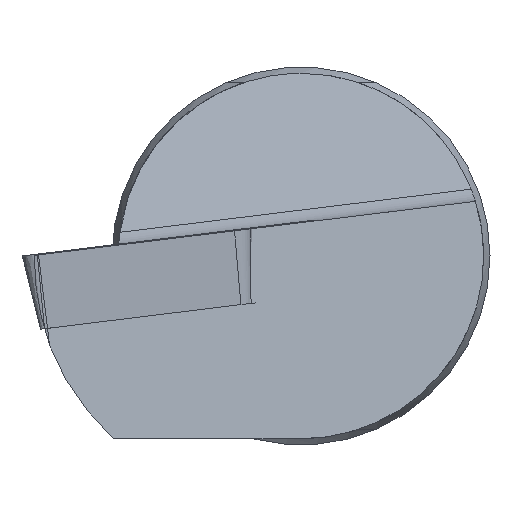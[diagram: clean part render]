
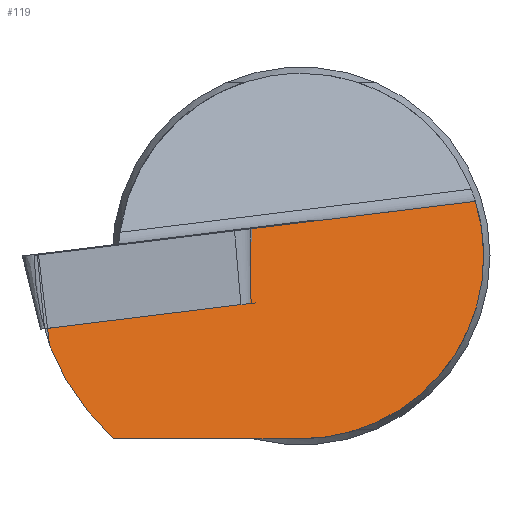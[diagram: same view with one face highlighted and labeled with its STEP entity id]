
A CAD part, left-side view. The second image highlights one B-rep face of the part: STEP entity #119.
In plain terms, the highlighted planar face has unit normal (-0.954, -0.298, 0.037).
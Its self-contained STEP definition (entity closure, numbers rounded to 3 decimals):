
#61=PLANE('',#517);
#73=ELLIPSE('',#502,8.104,7.69);
#75=ELLIPSE('',#507,6.081,5.8);
#119=ADVANCED_FACE('',(#152),#61,.F.);
#152=FACE_OUTER_BOUND('',#180,.T.);
#180=EDGE_LOOP('',(#295,#296,#297,#298,#299));
#213=LINE('',#745,#236);
#216=LINE('',#754,#239);
#217=LINE('',#756,#240);
#236=VECTOR('',#579,1.);
#239=VECTOR('',#594,1.);
#240=VECTOR('',#597,1.);
#295=ORIENTED_EDGE('',*,*,#447,.F.);
#296=ORIENTED_EDGE('',*,*,#442,.F.);
#297=ORIENTED_EDGE('',*,*,#428,.T.);
#298=ORIENTED_EDGE('',*,*,#448,.F.);
#299=ORIENTED_EDGE('',*,*,#438,.F.);
#384=VERTEX_POINT('',#683);
#385=VERTEX_POINT('',#684);
#393=VERTEX_POINT('',#736);
#394=VERTEX_POINT('',#738);
#396=VERTEX_POINT('',#744);
#428=EDGE_CURVE('',#384,#385,#73,.T.);
#438=EDGE_CURVE('',#393,#394,#75,.T.);
#442=EDGE_CURVE('',#384,#396,#213,.T.);
#447=EDGE_CURVE('',#396,#393,#216,.T.);
#448=EDGE_CURVE('',#394,#385,#217,.T.);
#502=AXIS2_PLACEMENT_3D('',#682,#559,#560);
#507=AXIS2_PLACEMENT_3D('',#737,#571,#572);
#517=AXIS2_PLACEMENT_3D('',#757,#598,#599);
#559=DIRECTION('',(-0.954,-0.298,0.037));
#560=DIRECTION('',(-0.301,0.947,-0.116));
#571=DIRECTION('',(0.954,0.298,-0.037));
#572=DIRECTION('',(-0.301,0.947,-0.116));
#579=DIRECTION('',(0.,0.122,0.993));
#594=DIRECTION('',(0.301,-0.947,0.116));
#597=DIRECTION('',(-0.299,0.954,0.));
#598=DIRECTION('',(0.954,0.298,-0.037));
#599=DIRECTION('',(0.299,-0.954,0.));
#682=CARTESIAN_POINT('',(3.055,-8.301,-0.069));
#683=CARTESIAN_POINT('',(0.688,-1.073,-2.8));
#684=CARTESIAN_POINT('',(1.212,-3.113,-5.775));
#736=CARTESIAN_POINT('',(5.096,-14.597,1.762));
#737=CARTESIAN_POINT('',(3.297,-9.063,0.025));
#738=CARTESIAN_POINT('',(3.074,-9.063,-5.775));
#744=CARTESIAN_POINT('',(0.688,-0.722,0.058));
#745=CARTESIAN_POINT('',(0.688,-3.769,-24.755));
#754=CARTESIAN_POINT('',(0.688,-0.722,0.058));
#756=CARTESIAN_POINT('',(1.352,-3.561,-5.775));
#757=CARTESIAN_POINT('',(0.688,-3.769,-24.755));
